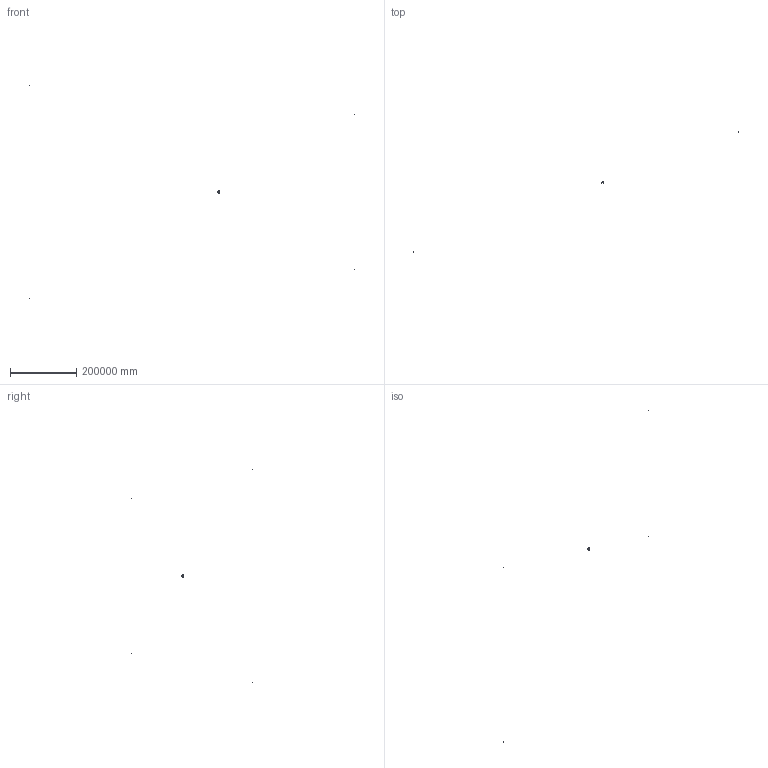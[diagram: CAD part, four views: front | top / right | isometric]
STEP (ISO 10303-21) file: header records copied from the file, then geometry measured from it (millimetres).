
FILE_DESCRIPTION (( 'STEP AP203' ), '1' );
FILE_NAME ('Kletterdrache.STEP', '2018-07-17T14:02:40', ( '' ), ( '' ), 'SwSTEP 2.0', 'SolidWorks 2018', '' );
FILE_SCHEMA (( 'CONFIG_CONTROL_DESIGN' ));
Length unit declared in the file: millimetre
Products named in the file (536): Stopmutter M16_T; Bew. T-Stück Querträger_Alu_T; Knotenkugel-ohne_T; 10er Kettenglied_T; 20er_Pressung_T; pan head cross recess screw_-din; prevailing torque nut style 2_ din; T-Stück_14_SN_T; Netzwerk_lean_to_Manta_T; VA-Kausche_schwarz_T; lean to Manta_T; VA-Kausche_eine_Pressung_T; Masthaube Dino_blank_T; Außenfundament_lean_to_Manta_T; Bew. T-Stück Längsträger_Alu_T; prevailing torque nut style 2_ din_DIN EN ISO 7042 - M6 - N; Kopfplatte_lean_to_Manta_T; Ringmutter M16 Raumnetze_T; Sechskantschraube_M16x60_T; 35-16-230 - Spannschloss M16_T; lean_to_Manta_Netzwerk_T; Seil_oben_T; HutmutterM16_T_94000A461; 70-01-016 - Bewegliches T -Stück2_T; Sechskantschraube_M16x30_T_91280A838; Kletterdrache; Fundament für lean_to_Manta_T_Standard<Wie bearbeitet>; Netzwerk_lean_to_Manta_T_Standard<Wie bearbeitet>; Sechskantschraube_M16x30_T; 10er Kettenglied_T_Standard<Wie bearbeitet>; Sechskantschraube_M16x60_T_91180A788; HutmutterM16_T; Stopmutter M16_T_94645A250; Fundament f黵 lean_to_Manta_T; Seil_oben_T_Standard<Wie bearbeitet>; 20er_Pressung_T_Standard<Wie bearbeitet>; lean to Manta_T_Standard<Wie bearbeitet>; pan head cross recess screw_-din_ISO 7045 - M6 x 35 - Z --- 35N
Assembly tree (231 placements, depth 4):
  Stopmutter M16_T
  Bew. T-Stück Querträger_Alu_T
  Knotenkugel-ohne_T
  10er Kettenglied_T
  20er_Pressung_T
Bounding box: 981892.52 x 363451.27 x 647202.18 mm (x, y, z)
Volume: 7848650413.1 mm3; surface area: 185490133 mm2
Topology: 698 solids, 698 shells, 19648 faces, 51891 edges, 33532 vertices
Faces by surface type: plane 12286, cylinder 3506, cone 1801, torus 1119, bspline 744, sphere 192
Full cylindrical faces by diameter (mm): 3 x168, 3.1 x378, 4.5 x6, 5 x54, 5.8 x162, 6 x108, 7.8 x378, 10 x256, 11.16 x108, 12 x162, 14 x89, 14.069 x4, 14.241 x24, 16 x179, 16.368 x4, 17 x57, 17.2 x54, 17.5 x3, 18 x54, 22.76 x108, 23 x6, 23.2 x108, 27.3 x56, 28 x54, 28.8 x54, 30 x3, 31.5 x3, 32 x9, 38 x26, 181.1 x2
Entity records: 118102 total; most frequent: CARTESIAN_POINT 43813, ORIENTED_EDGE 5620, DIRECTION 5451, PERSON_AND_ORGANIZATION 4519, COORDINATED_UNIVERSAL_TIME_OFFSET 3142, CALENDAR_DATE 3142, DATE_AND_TIME 3142, LOCAL_TIME 3142
